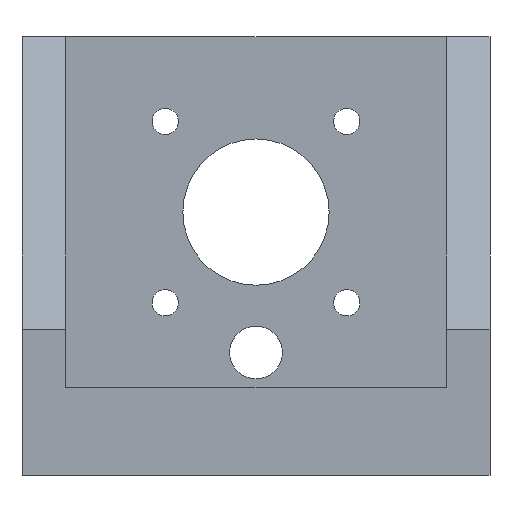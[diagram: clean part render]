
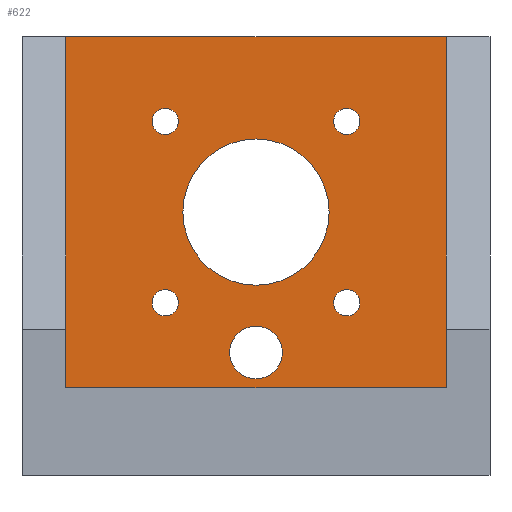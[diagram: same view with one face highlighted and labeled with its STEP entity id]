
A CAD part, front view. The second image highlights one B-rep face of the part: STEP entity #622.
In plain terms, the highlighted planar face has unit normal (0, -1, 0).
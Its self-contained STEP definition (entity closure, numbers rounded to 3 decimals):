
#24=FACE_BOUND('',#106,.T.);
#25=FACE_BOUND('',#107,.T.);
#26=FACE_BOUND('',#108,.T.);
#27=FACE_BOUND('',#109,.T.);
#28=FACE_BOUND('',#110,.T.);
#29=FACE_BOUND('',#111,.T.);
#49=PLANE('',#678);
#68=FACE_OUTER_BOUND('',#105,.T.);
#105=EDGE_LOOP('',(#490,#491,#492,#493));
#106=EDGE_LOOP('',(#494));
#107=EDGE_LOOP('',(#495));
#108=EDGE_LOOP('',(#496));
#109=EDGE_LOOP('',(#497));
#110=EDGE_LOOP('',(#498));
#111=EDGE_LOOP('',(#499));
#159=LINE('',#952,#217);
#171=LINE('',#976,#229);
#173=LINE('',#979,#231);
#174=LINE('',#989,#232);
#217=VECTOR('',#767,10.);
#229=VECTOR('',#785,10.);
#231=VECTOR('',#789,10.);
#232=VECTOR('',#800,10.);
#256=CIRCLE('',#657,4.5);
#265=CIRCLE('',#679,12.5);
#266=CIRCLE('',#680,2.25);
#267=CIRCLE('',#681,2.25);
#268=CIRCLE('',#682,2.25);
#269=CIRCLE('',#683,2.25);
#284=VERTEX_POINT('',#899);
#302=VERTEX_POINT('',#949);
#303=VERTEX_POINT('',#951);
#311=VERTEX_POINT('',#973);
#312=VERTEX_POINT('',#975);
#317=VERTEX_POINT('',#990);
#318=VERTEX_POINT('',#992);
#319=VERTEX_POINT('',#994);
#320=VERTEX_POINT('',#996);
#321=VERTEX_POINT('',#998);
#341=EDGE_CURVE('',#284,#284,#256,.T.);
#365=EDGE_CURVE('',#303,#302,#159,.T.);
#377=EDGE_CURVE('',#312,#311,#171,.T.);
#379=EDGE_CURVE('',#312,#302,#173,.T.);
#384=EDGE_CURVE('',#303,#311,#174,.T.);
#385=EDGE_CURVE('',#317,#317,#265,.T.);
#386=EDGE_CURVE('',#318,#318,#266,.T.);
#387=EDGE_CURVE('',#319,#319,#267,.T.);
#388=EDGE_CURVE('',#320,#320,#268,.T.);
#389=EDGE_CURVE('',#321,#321,#269,.T.);
#490=ORIENTED_EDGE('',*,*,#377,.T.);
#491=ORIENTED_EDGE('',*,*,#384,.F.);
#492=ORIENTED_EDGE('',*,*,#365,.T.);
#493=ORIENTED_EDGE('',*,*,#379,.F.);
#494=ORIENTED_EDGE('',*,*,#341,.T.);
#495=ORIENTED_EDGE('',*,*,#385,.T.);
#496=ORIENTED_EDGE('',*,*,#386,.T.);
#497=ORIENTED_EDGE('',*,*,#387,.T.);
#498=ORIENTED_EDGE('',*,*,#388,.T.);
#499=ORIENTED_EDGE('',*,*,#389,.T.);
#622=ADVANCED_FACE('',(#68,#24,#25,#26,#27,#28,#29),#49,.T.);
#657=AXIS2_PLACEMENT_3D('',#901,#722,#723);
#678=AXIS2_PLACEMENT_3D('',#988,#798,#799);
#679=AXIS2_PLACEMENT_3D('',#991,#801,#802);
#680=AXIS2_PLACEMENT_3D('',#993,#803,#804);
#681=AXIS2_PLACEMENT_3D('',#995,#805,#806);
#682=AXIS2_PLACEMENT_3D('',#997,#807,#808);
#683=AXIS2_PLACEMENT_3D('',#999,#809,#810);
#722=DIRECTION('center_axis',(0.,1.,0.));
#723=DIRECTION('ref_axis',(0.,0.,1.));
#767=DIRECTION('',(0.,0.,-1.));
#785=DIRECTION('',(0.,0.,1.));
#789=DIRECTION('',(-1.,0.,0.));
#798=DIRECTION('center_axis',(0.,-1.,0.));
#799=DIRECTION('ref_axis',(1.,0.,0.));
#800=DIRECTION('',(1.,0.,0.));
#801=DIRECTION('center_axis',(0.,1.,0.));
#802=DIRECTION('ref_axis',(0.,0.,-1.));
#803=DIRECTION('center_axis',(0.,1.,0.));
#804=DIRECTION('ref_axis',(0.,0.,-1.));
#805=DIRECTION('center_axis',(0.,1.,0.));
#806=DIRECTION('ref_axis',(0.,0.,-1.));
#807=DIRECTION('center_axis',(0.,1.,0.));
#808=DIRECTION('ref_axis',(0.,0.,-1.));
#809=DIRECTION('center_axis',(0.,1.,0.));
#810=DIRECTION('ref_axis',(0.,0.,-1.));
#899=CARTESIAN_POINT('',(40.,54.,16.5));
#901=CARTESIAN_POINT('Origin',(40.,54.,21.));
#949=CARTESIAN_POINT('',(7.5,54.,15.));
#951=CARTESIAN_POINT('',(7.5,54.,75.));
#952=CARTESIAN_POINT('',(7.5,54.,15.));
#973=CARTESIAN_POINT('',(72.5,54.,75.));
#975=CARTESIAN_POINT('',(72.5,54.,15.));
#976=CARTESIAN_POINT('',(72.5,54.,15.));
#979=CARTESIAN_POINT('',(20.,54.,15.));
#988=CARTESIAN_POINT('Origin',(0.,54.,15.));
#989=CARTESIAN_POINT('',(0.,54.,75.));
#990=CARTESIAN_POINT('',(40.,54.,57.5));
#991=CARTESIAN_POINT('Origin',(40.,54.,45.));
#992=CARTESIAN_POINT('',(24.5,54.,31.75));
#993=CARTESIAN_POINT('Origin',(24.5,54.,29.5));
#994=CARTESIAN_POINT('',(55.5,54.,62.75));
#995=CARTESIAN_POINT('Origin',(55.5,54.,60.5));
#996=CARTESIAN_POINT('',(24.5,54.,62.75));
#997=CARTESIAN_POINT('Origin',(24.5,54.,60.5));
#998=CARTESIAN_POINT('',(55.5,54.,31.75));
#999=CARTESIAN_POINT('Origin',(55.5,54.,29.5));
